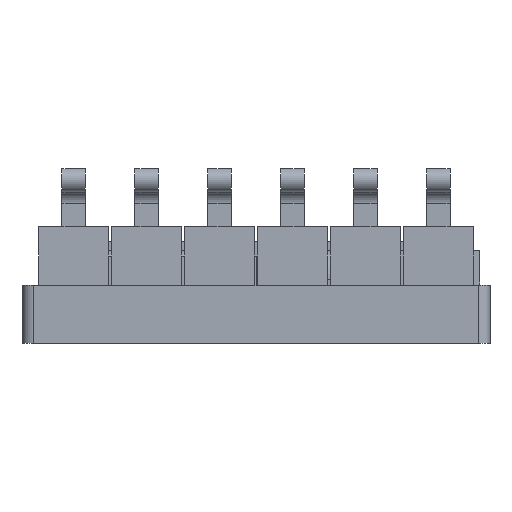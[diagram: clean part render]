
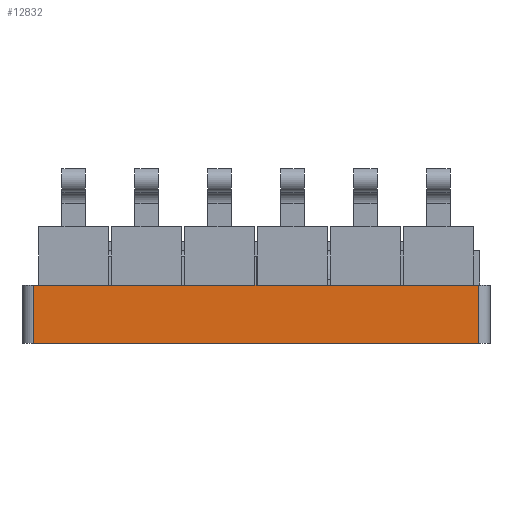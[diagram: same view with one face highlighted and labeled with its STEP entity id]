
A CAD part, front view. The second image highlights one B-rep face of the part: STEP entity #12832.
In plain terms, the highlighted planar face has unit normal (0, -1, 0).
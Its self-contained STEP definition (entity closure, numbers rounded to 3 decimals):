
#1018=FACE_OUTER_BOUND('',#1703,.T.);
#1703=EDGE_LOOP('',(#9488,#9489,#9490,#9491));
#2573=LINE('',#18583,#4190);
#2575=LINE('',#18589,#4192);
#2576=LINE('',#18592,#4193);
#2780=LINE('',#19005,#4397);
#4190=VECTOR('',#14677,15.3);
#4192=VECTOR('',#14683,2.);
#4193=VECTOR('',#14686,15.3);
#4397=VECTOR('',#14898,2.);
#5743=VERTEX_POINT('',#18569);
#5749=VERTEX_POINT('',#18581);
#5750=VERTEX_POINT('',#18585);
#5752=VERTEX_POINT('',#18591);
#7098=EDGE_CURVE('',#5743,#5749,#2573,.T.);
#7101=EDGE_CURVE('',#5743,#5750,#2575,.T.);
#7102=EDGE_CURVE('',#5750,#5752,#2576,.T.);
#7309=EDGE_CURVE('',#5752,#5749,#2780,.T.);
#9488=ORIENTED_EDGE('',*,*,#7101,.F.);
#9489=ORIENTED_EDGE('',*,*,#7098,.T.);
#9490=ORIENTED_EDGE('',*,*,#7309,.F.);
#9491=ORIENTED_EDGE('',*,*,#7102,.F.);
#12227=PLANE('',#13462);
#12832=ADVANCED_FACE('',(#1018),#12227,.T.);
#13462=AXIS2_PLACEMENT_3D('',#19004,#14896,#14897);
#14677=DIRECTION('',(1.,0.,0.));
#14683=DIRECTION('',(0.,0.,1.));
#14686=DIRECTION('',(1.,0.,0.));
#14896=DIRECTION('center_axis',(0.,-1.,0.));
#14897=DIRECTION('ref_axis',(1.,0.,0.));
#14898=DIRECTION('',(0.,0.,-1.));
#18569=CARTESIAN_POINT('',(-7.65,-18.75,0.));
#18581=CARTESIAN_POINT('',(7.65,-18.75,0.));
#18583=CARTESIAN_POINT('',(-8.05,-18.75,0.));
#18585=CARTESIAN_POINT('',(-7.65,-18.75,2.));
#18589=CARTESIAN_POINT('',(-7.65,-18.75,0.));
#18591=CARTESIAN_POINT('',(7.65,-18.75,2.));
#18592=CARTESIAN_POINT('',(-8.05,-18.75,2.));
#19004=CARTESIAN_POINT('Origin',(-8.05,-18.75,0.));
#19005=CARTESIAN_POINT('',(7.65,-18.75,0.));
